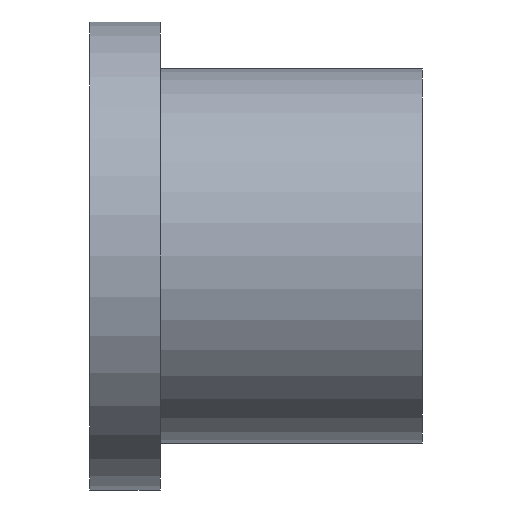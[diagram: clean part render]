
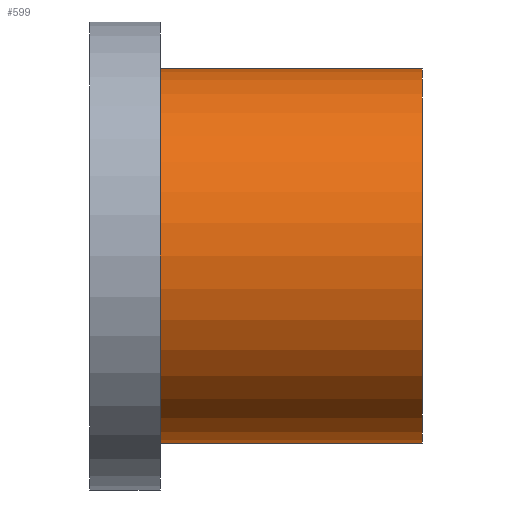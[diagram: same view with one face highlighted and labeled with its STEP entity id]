
A CAD part, left-side view. The second image highlights one B-rep face of the part: STEP entity #599.
In plain terms, the highlighted cylindrical face has radius 4 mm (diameter 8 mm), a partial arc.
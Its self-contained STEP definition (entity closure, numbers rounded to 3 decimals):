
#5 = EDGE_CURVE ( 'NONE', #672, #31, #897, .T. ) ;
#31 = VERTEX_POINT ( 'NONE', #247 ) ;
#69 = AXIS2_PLACEMENT_3D ( 'NONE', #535, #682, #451 ) ;
#98 = EDGE_CURVE ( 'NONE', #31, #99, #462, .T. ) ;
#99 = VERTEX_POINT ( 'NONE', #603 ) ;
#101 = CIRCLE ( 'NONE', #906, 4. ) ;
#144 = CYLINDRICAL_SURFACE ( 'NONE', #69, 4. ) ;
#232 = VECTOR ( 'NONE', #966, 1000. ) ;
#247 = CARTESIAN_POINT ( 'NONE',  ( 0., 0., -4. ) ) ;
#262 = ORIENTED_EDGE ( 'NONE', *, *, #5, .T. ) ;
#312 = DIRECTION ( 'NONE',  ( 0., 1., 0. ) ) ;
#319 = EDGE_CURVE ( 'NONE', #672, #978, #101, .T. ) ;
#321 = CARTESIAN_POINT ( 'NONE',  ( 0., 5.6, 0. ) ) ;
#325 = AXIS2_PLACEMENT_3D ( 'NONE', #768, #312, #452 ) ;
#352 = CARTESIAN_POINT ( 'NONE',  ( 0., 5.6, -4. ) ) ;
#429 = CARTESIAN_POINT ( 'NONE',  ( 0., 5.6, 4. ) ) ;
#451 = DIRECTION ( 'NONE',  ( 0., 0., -1. ) ) ;
#452 = DIRECTION ( 'NONE',  ( 0., 0., 1. ) ) ;
#462 = CIRCLE ( 'NONE', #325, 4. ) ;
#475 = DIRECTION ( 'NONE',  ( 0., 0., 1. ) ) ;
#483 = ORIENTED_EDGE ( 'NONE', *, *, #487, .F. ) ;
#487 = EDGE_CURVE ( 'NONE', #978, #99, #574, .T. ) ;
#527 = CARTESIAN_POINT ( 'NONE',  ( 0., 5.6, 4. ) ) ;
#535 = CARTESIAN_POINT ( 'NONE',  ( 0., 5.6, 0. ) ) ;
#537 = ORIENTED_EDGE ( 'NONE', *, *, #319, .F. ) ;
#574 = LINE ( 'NONE', #429, #232 ) ;
#599 = ADVANCED_FACE ( 'NONE', ( #833 ), #144, .T. ) ;
#603 = CARTESIAN_POINT ( 'NONE',  ( 0., 0., 4. ) ) ;
#647 = ORIENTED_EDGE ( 'NONE', *, *, #98, .T. ) ;
#656 = DIRECTION ( 'NONE',  ( 0., -1., 0. ) ) ;
#672 = VERTEX_POINT ( 'NONE', #801 ) ;
#682 = DIRECTION ( 'NONE',  ( 0., -1., 0. ) ) ;
#768 = CARTESIAN_POINT ( 'NONE',  ( 0., 0., 0. ) ) ;
#801 = CARTESIAN_POINT ( 'NONE',  ( 0., 5.6, -4. ) ) ;
#802 = DIRECTION ( 'NONE',  ( 0., 1., 0. ) ) ;
#833 = FACE_OUTER_BOUND ( 'NONE', #878, .T. ) ;
#878 = EDGE_LOOP ( 'NONE', ( #483, #537, #262, #647 ) ) ;
#897 = LINE ( 'NONE', #352, #922 ) ;
#906 = AXIS2_PLACEMENT_3D ( 'NONE', #321, #802, #475 ) ;
#922 = VECTOR ( 'NONE', #656, 1000. ) ;
#966 = DIRECTION ( 'NONE',  ( 0., -1., 0. ) ) ;
#978 = VERTEX_POINT ( 'NONE', #527 ) ;
